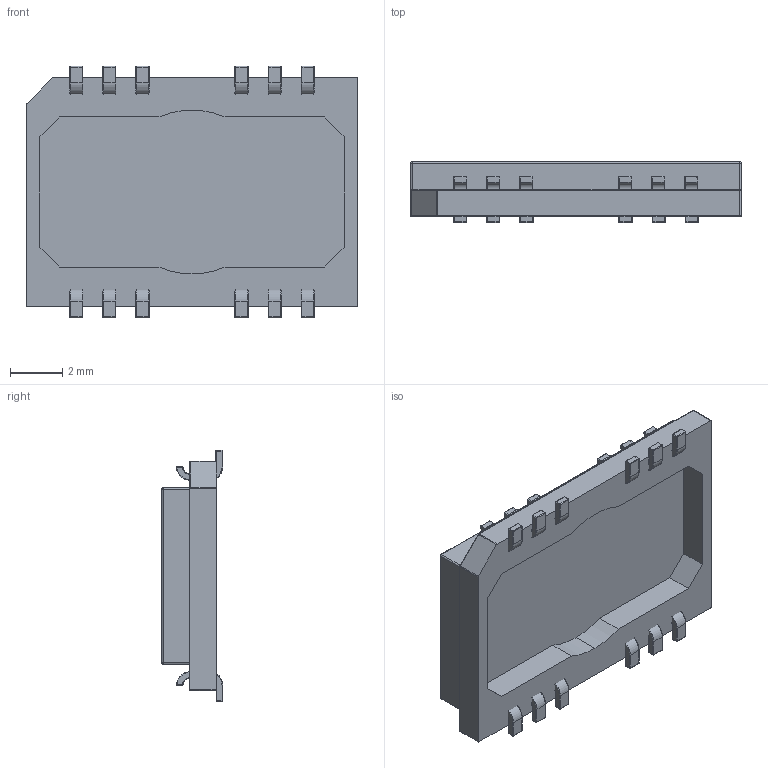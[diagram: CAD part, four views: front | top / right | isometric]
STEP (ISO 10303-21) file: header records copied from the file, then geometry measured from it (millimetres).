
FILE_DESCRIPTION (( 'STEP AP214' ), '1' );
FILE_NAME ('User Library-HX0068ANL.STEP', '2020-10-31T00:41:54', ( '' ), ( '' ), 'SwSTEP 2.0', 'SolidWorks 2020', '' );
FILE_SCHEMA (( 'AUTOMOTIVE_DESIGN' ));
Length unit declared in the file: millimetre
Products named in the file (4): User Library-HX0068ANL_Pin; User Library-HX0068ANL; User Library-HX0068ANL_Cap1; User Library-HX0068ANL_Cap2
Assembly tree (14 placements, depth 2):
  User Library-HX0068ANL
    User Library-HX0068ANL_Pin  x12
    User Library-HX0068ANL_Cap2
    User Library-HX0068ANL_Cap1
Bounding box: 12.7 x 2.37 x 9.65 mm (x, y, z)
Volume: 141 mm3; surface area: 428.6 mm2
Topology: 14 solids, 14 shells, 794 faces, 1865 edges, 1034 vertices
Faces by surface type: bspline 288, cylinder 273, plane 233
Entity records: 16629 total; most frequent: CARTESIAN_POINT 9643, ORIENTED_EDGE 1506, DIRECTION 1044, EDGE_CURVE 753, VERTEX_POINT 484, LINE 478, VECTOR 478, EDGE_LOOP 325
